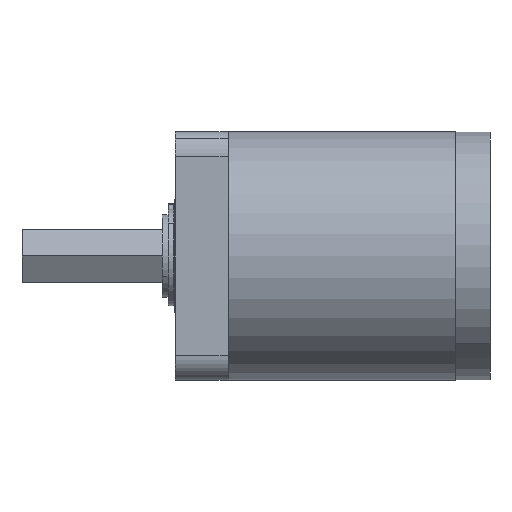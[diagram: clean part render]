
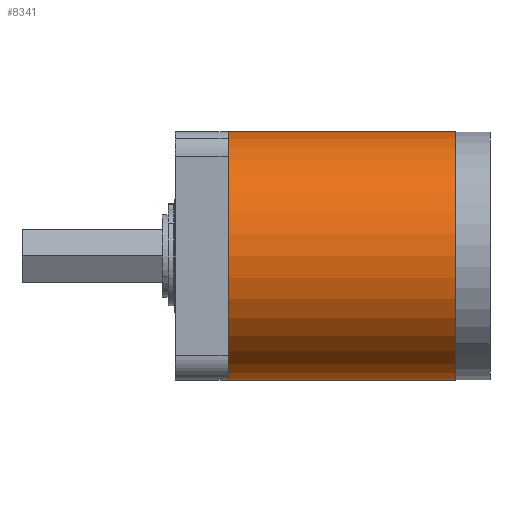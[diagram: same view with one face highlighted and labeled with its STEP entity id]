
A CAD part, left-side view. The second image highlights one B-rep face of the part: STEP entity #8341.
In plain terms, the highlighted cylindrical face has radius 22.5 mm (diameter 45 mm), a partial arc.
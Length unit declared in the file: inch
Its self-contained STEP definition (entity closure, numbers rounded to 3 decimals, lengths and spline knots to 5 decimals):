
#632 = FACE_OUTER_BOUND ( 'NONE', #3810, .T. ) ;
#3693 = CIRCLE ( 'NONE', #13540, 0.88583 ) ;
#3740 = EDGE_CURVE ( 'NONE', #18677, #24853, #17285, .T. ) ;
#3810 = EDGE_LOOP ( 'NONE', ( #20128, #13935, #23702, #17541 ) ) ;
#5153 = CARTESIAN_POINT ( 'NONE',  ( 0., 1.62008, 0. ) ) ;
#7223 = DIRECTION ( 'NONE',  ( 0., 0., 1. ) ) ;
#8341 = ADVANCED_FACE ( 'NONE', ( #632 ), #10986, .T. ) ;
#8596 = LINE ( 'NONE', #10439, #25223 ) ;
#9358 = DIRECTION ( 'NONE',  ( 0., -1., 0. ) ) ;
#9760 = CARTESIAN_POINT ( 'NONE',  ( 0., 1.62008, 0.88583 ) ) ;
#9764 = EDGE_CURVE ( 'NONE', #26797, #18677, #9932, .T. ) ;
#9932 = CIRCLE ( 'NONE', #18262, 0.88583 ) ;
#10439 = CARTESIAN_POINT ( 'NONE',  ( 0., 1.62008, -0.88583 ) ) ;
#10891 = VERTEX_POINT ( 'NONE', #23362 ) ;
#10986 = CYLINDRICAL_SURFACE ( 'NONE', #12469, 0.88583 ) ;
#11089 = CARTESIAN_POINT ( 'NONE',  ( 0., 1.62008, -0.88583 ) ) ;
#11320 = CARTESIAN_POINT ( 'NONE',  ( 0., 0., 0. ) ) ;
#11695 = VECTOR ( 'NONE', #22843, 39.37008 ) ;
#12469 = AXIS2_PLACEMENT_3D ( 'NONE', #13640, #9358, #26085 ) ;
#12669 = CARTESIAN_POINT ( 'NONE',  ( 0., 0., 0.88583 ) ) ;
#13426 = DIRECTION ( 'NONE',  ( 0., 0., 1. ) ) ;
#13540 = AXIS2_PLACEMENT_3D ( 'NONE', #11320, #25877, #13426 ) ;
#13640 = CARTESIAN_POINT ( 'NONE',  ( 0., 1.62008, 0. ) ) ;
#13935 = ORIENTED_EDGE ( 'NONE', *, *, #9764, .F. ) ;
#14520 = CARTESIAN_POINT ( 'NONE',  ( 0., 1.62008, 0.88583 ) ) ;
#17285 = LINE ( 'NONE', #14520, #11695 ) ;
#17541 = ORIENTED_EDGE ( 'NONE', *, *, #24453, .T. ) ;
#18262 = AXIS2_PLACEMENT_3D ( 'NONE', #5153, #19704, #7223 ) ;
#18677 = VERTEX_POINT ( 'NONE', #9760 ) ;
#19704 = DIRECTION ( 'NONE',  ( 0., 1., 0. ) ) ;
#20128 = ORIENTED_EDGE ( 'NONE', *, *, #3740, .F. ) ;
#22843 = DIRECTION ( 'NONE',  ( 0., -1., 0. ) ) ;
#23362 = CARTESIAN_POINT ( 'NONE',  ( 0., 0., -0.88583 ) ) ;
#23671 = EDGE_CURVE ( 'NONE', #26797, #10891, #8596, .T. ) ;
#23702 = ORIENTED_EDGE ( 'NONE', *, *, #23671, .T. ) ;
#24453 = EDGE_CURVE ( 'NONE', #10891, #24853, #3693, .T. ) ;
#24853 = VERTEX_POINT ( 'NONE', #12669 ) ;
#25027 = DIRECTION ( 'NONE',  ( 0., -1., 0. ) ) ;
#25223 = VECTOR ( 'NONE', #25027, 39.37008 ) ;
#25877 = DIRECTION ( 'NONE',  ( 0., 1., 0. ) ) ;
#26085 = DIRECTION ( 'NONE',  ( 0., 0., -1. ) ) ;
#26797 = VERTEX_POINT ( 'NONE', #11089 ) ;
